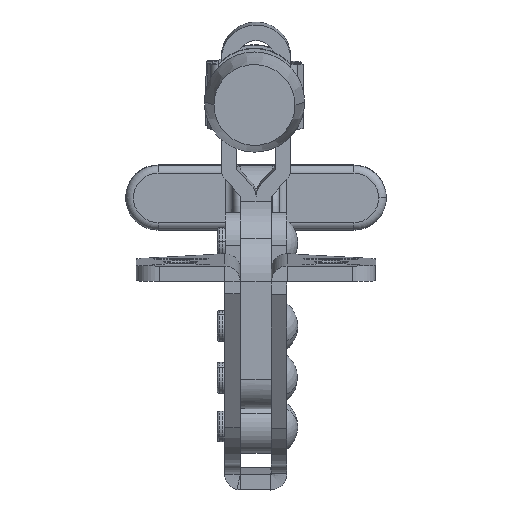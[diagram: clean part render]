
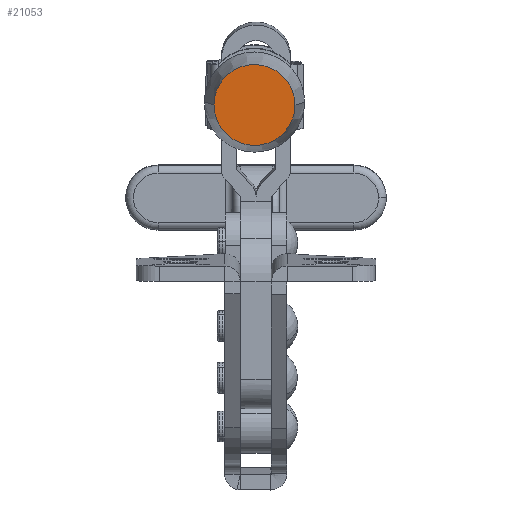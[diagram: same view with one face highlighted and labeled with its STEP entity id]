
A CAD part, front view. The second image highlights one B-rep face of the part: STEP entity #21053.
In plain terms, the highlighted face is planar.
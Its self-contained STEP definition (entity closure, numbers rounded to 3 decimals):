
#120 = CARTESIAN_POINT ( 'NONE',  ( 5.25, 0., 7. ) ) ;
#1956 = DIRECTION ( 'NONE',  ( 0., 0., 1. ) ) ;
#2992 = DIRECTION ( 'NONE',  ( 0., 0., 1. ) ) ;
#3885 = AXIS2_PLACEMENT_3D ( 'NONE', #14338, #2992, #16235 ) ;
#4231 = PLANE ( 'NONE',  #14076 ) ;
#5513 = EDGE_CURVE ( 'NONE', #19027, #15442, #20068, .T. ) ;
#5517 = ORIENTED_EDGE ( 'NONE', *, *, #17136, .T. ) ;
#6148 = CARTESIAN_POINT ( 'NONE',  ( 0., 0., 7. ) ) ;
#7503 = AXIS2_PLACEMENT_3D ( 'NONE', #13300, #1956, #15197 ) ;
#8027 = DIRECTION ( 'NONE',  ( 1., 0., 0. ) ) ;
#13300 = CARTESIAN_POINT ( 'NONE',  ( 0., 0., 7. ) ) ;
#14076 = AXIS2_PLACEMENT_3D ( 'NONE', #6148, #19356, #8027 ) ;
#14338 = CARTESIAN_POINT ( 'NONE',  ( 0., 0., 7. ) ) ;
#15197 = DIRECTION ( 'NONE',  ( 1., 0., 0. ) ) ;
#15254 = CIRCLE ( 'NONE', #7503, 5.25 ) ;
#15442 = VERTEX_POINT ( 'NONE', #21509 ) ;
#16235 = DIRECTION ( 'NONE',  ( 1., 0., 0. ) ) ;
#17136 = EDGE_CURVE ( 'NONE', #15442, #19027, #15254, .T. ) ;
#19027 = VERTEX_POINT ( 'NONE', #120 ) ;
#19356 = DIRECTION ( 'NONE',  ( 0., 0., 1. ) ) ;
#20068 = CIRCLE ( 'NONE', #3885, 5.25 ) ;
#21053 = ADVANCED_FACE ( 'NONE', ( #21394 ), #4231, .T. ) ;
#21394 = FACE_OUTER_BOUND ( 'NONE', #24386, .T. ) ;
#21509 = CARTESIAN_POINT ( 'NONE',  ( -5.25, 0., 7. ) ) ;
#24386 = EDGE_LOOP ( 'NONE', ( #5517, #24501 ) ) ;
#24501 = ORIENTED_EDGE ( 'NONE', *, *, #5513, .T. ) ;
